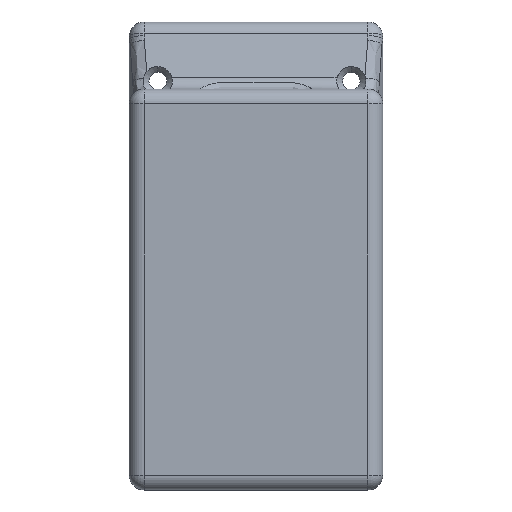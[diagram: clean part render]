
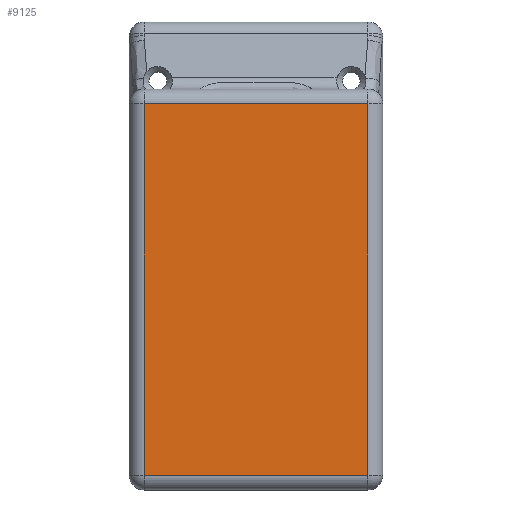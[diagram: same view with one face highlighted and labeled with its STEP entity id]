
A CAD part, front view. The second image highlights one B-rep face of the part: STEP entity #9125.
In plain terms, the highlighted planar face has unit normal (0, -1, 0).
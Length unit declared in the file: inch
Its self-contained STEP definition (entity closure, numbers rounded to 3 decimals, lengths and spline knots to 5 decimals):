
#10 = VERTEX_POINT ( 'NONE', #6205 ) ;
#1077 = VECTOR ( 'NONE', #16269, 39.37008 ) ;
#1930 = ORIENTED_EDGE ( 'NONE', *, *, #3485, .T. ) ;
#2865 = CARTESIAN_POINT ( 'NONE',  ( 0.75125, -0.79674, 2.56575 ) ) ;
#3485 = EDGE_CURVE ( 'NONE', #10863, #10, #16428, .T. ) ;
#4849 = CARTESIAN_POINT ( 'NONE',  ( -0.75125, -0.79674, 2.46575 ) ) ;
#5255 = VECTOR ( 'NONE', #7647, 39.37008 ) ;
#6027 = CARTESIAN_POINT ( 'NONE',  ( 0.85125, -0.79674, -0.026 ) ) ;
#6205 = CARTESIAN_POINT ( 'NONE',  ( 0.75125, -0.79674, 2.46575 ) ) ;
#6329 = EDGE_CURVE ( 'NONE', #10, #7591, #7286, .T. ) ;
#6753 = CARTESIAN_POINT ( 'NONE',  ( -0.75125, -0.79674, 2.46575 ) ) ;
#7286 = LINE ( 'NONE', #4849, #14705 ) ;
#7591 = VERTEX_POINT ( 'NONE', #6753 ) ;
#7647 = DIRECTION ( 'NONE',  ( 0., 0., 1. ) ) ;
#7703 = PLANE ( 'NONE',  #17605 ) ;
#8620 = LINE ( 'NONE', #6027, #16366 ) ;
#8813 = CARTESIAN_POINT ( 'NONE',  ( 0.75125, -0.79674, -0.026 ) ) ;
#9125 = ADVANCED_FACE ( 'NONE', ( #15747 ), #7703, .T. ) ;
#9268 = CARTESIAN_POINT ( 'NONE',  ( 0.85125, -0.79674, -0.126 ) ) ;
#9410 = VERTEX_POINT ( 'NONE', #14454 ) ;
#10593 = EDGE_CURVE ( 'NONE', #9410, #10863, #8620, .T. ) ;
#10863 = VERTEX_POINT ( 'NONE', #8813 ) ;
#11388 = ORIENTED_EDGE ( 'NONE', *, *, #6329, .T. ) ;
#12078 = ORIENTED_EDGE ( 'NONE', *, *, #10593, .T. ) ;
#13072 = DIRECTION ( 'NONE',  ( 0., 0., -1. ) ) ;
#13102 = CARTESIAN_POINT ( 'NONE',  ( -0.75125, -0.79674, -0.126 ) ) ;
#13650 = LINE ( 'NONE', #13102, #1077 ) ;
#13811 = EDGE_CURVE ( 'NONE', #7591, #9410, #13650, .T. ) ;
#14454 = CARTESIAN_POINT ( 'NONE',  ( -0.75125, -0.79674, -0.026 ) ) ;
#14705 = VECTOR ( 'NONE', #18992, 39.37008 ) ;
#15060 = EDGE_LOOP ( 'NONE', ( #1930, #11388, #19858, #12078 ) ) ;
#15747 = FACE_OUTER_BOUND ( 'NONE', #15060, .T. ) ;
#16269 = DIRECTION ( 'NONE',  ( 0., 0., -1. ) ) ;
#16299 = DIRECTION ( 'NONE',  ( 0., -1., 0. ) ) ;
#16366 = VECTOR ( 'NONE', #20310, 39.37008 ) ;
#16428 = LINE ( 'NONE', #2865, #5255 ) ;
#17605 = AXIS2_PLACEMENT_3D ( 'NONE', #9268, #16299, #13072 ) ;
#18992 = DIRECTION ( 'NONE',  ( -1., 0., 0. ) ) ;
#19858 = ORIENTED_EDGE ( 'NONE', *, *, #13811, .T. ) ;
#20310 = DIRECTION ( 'NONE',  ( 1., 0., 0. ) ) ;
